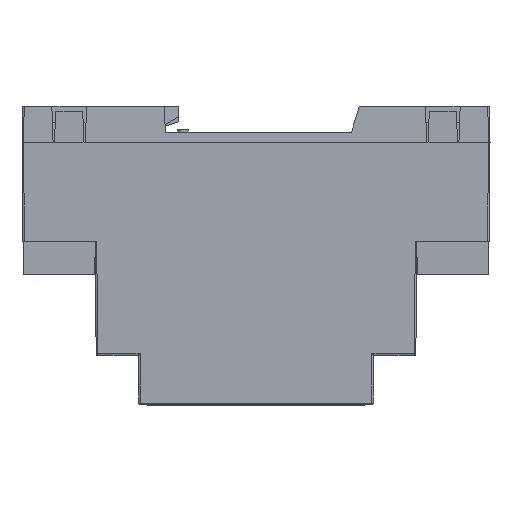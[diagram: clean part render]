
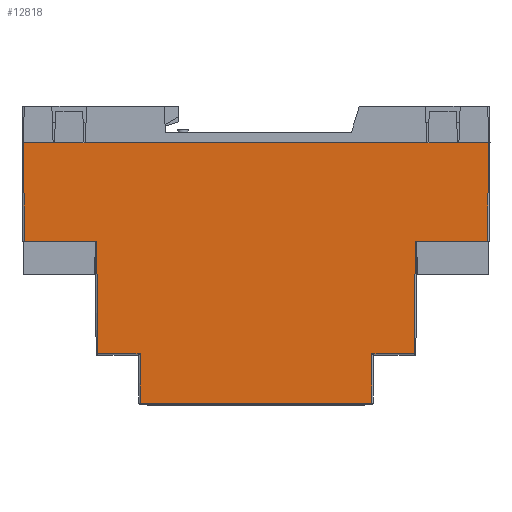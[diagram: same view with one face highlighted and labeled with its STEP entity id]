
A CAD part, front view. The second image highlights one B-rep face of the part: STEP entity #12818.
In plain terms, the highlighted planar face has unit normal (0, -1, -0.009).
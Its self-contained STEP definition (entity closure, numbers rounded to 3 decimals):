
#161 = EDGE_CURVE ( 'NONE', #6396, #3671, #38524, .T. ) ;
#356 = VERTEX_POINT ( 'NONE', #28221 ) ;
#567 = LINE ( 'NONE', #39541, #17118 ) ;
#712 = VECTOR ( 'NONE', #34713, 1000. ) ;
#841 = DIRECTION ( 'NONE',  ( -1., 0., 0. ) ) ;
#916 = EDGE_CURVE ( 'NONE', #3671, #26505, #26779, .T. ) ;
#1241 = CARTESIAN_POINT ( 'NONE',  ( 37315.143, -40467.918, 112.032 ) ) ;
#1246 = LINE ( 'NONE', #30851, #33391 ) ;
#1296 = CARTESIAN_POINT ( 'NONE',  ( 37281.993, -40467.918, 112.032 ) ) ;
#1521 = LINE ( 'NONE', #36238, #16144 ) ;
#1842 = VERTEX_POINT ( 'NONE', #31375 ) ;
#2645 = DIRECTION ( 'NONE',  ( -0.009, -0.009, 1. ) ) ;
#2945 = ORIENTED_EDGE ( 'NONE', *, *, #29264, .F. ) ;
#3671 = VERTEX_POINT ( 'NONE', #19964 ) ;
#4630 = CARTESIAN_POINT ( 'NONE',  ( 37312.503, -40467.563, 71.329 ) ) ;
#5046 = VECTOR ( 'NONE', #34452, 1000. ) ;
#5096 = ORIENTED_EDGE ( 'NONE', *, *, #28774, .F. ) ;
#5107 = DIRECTION ( 'NONE',  ( 1., 0., 0. ) ) ;
#5375 = VECTOR ( 'NONE', #21033, 1000. ) ;
#5487 = LINE ( 'NONE', #19491, #22092 ) ;
#5628 = LINE ( 'NONE', #9415, #21232 ) ;
#5777 = VERTEX_POINT ( 'NONE', #10531 ) ;
#6025 = LINE ( 'NONE', #12673, #5046 ) ;
#6051 = DIRECTION ( 'NONE',  ( -1., 0., 0. ) ) ;
#6195 = CARTESIAN_POINT ( 'NONE',  ( 37281.993, -40467.563, 71.329 ) ) ;
#6396 = VERTEX_POINT ( 'NONE', #24476 ) ;
#6558 = VERTEX_POINT ( 'NONE', #34533 ) ;
#7238 = ORIENTED_EDGE ( 'NONE', *, *, #33732, .F. ) ;
#7458 = VERTEX_POINT ( 'NONE', #11863 ) ;
#9415 = CARTESIAN_POINT ( 'NONE',  ( 37281.993, -40467.48, 61.829 ) ) ;
#9432 = CARTESIAN_POINT ( 'NONE',  ( 37326.627, -40467.752, 93.032 ) ) ;
#10531 = CARTESIAN_POINT ( 'NONE',  ( 37312.693, -40467.752, 93.032 ) ) ;
#11048 = LINE ( 'NONE', #17238, #25672 ) ;
#11193 = CARTESIAN_POINT ( 'NONE',  ( 37237.358, -40467.752, 93.032 ) ) ;
#11366 = EDGE_CURVE ( 'NONE', #6558, #27032, #5628, .T. ) ;
#11659 = CARTESIAN_POINT ( 'NONE',  ( 37320.843, -40467.918, 112.032 ) ) ;
#11863 = CARTESIAN_POINT ( 'NONE',  ( 37237.193, -40467.918, 112.032 ) ) ;
#12580 = DIRECTION ( 'NONE',  ( -1., 0., 0. ) ) ;
#12673 = CARTESIAN_POINT ( 'NONE',  ( 37326.793, -40467.918, 112.032 ) ) ;
#12818 = ADVANCED_FACE ( 'NONE', ( #23126 ), #36287, .F. ) ;
#13023 = ORIENTED_EDGE ( 'NONE', *, *, #916, .F. ) ;
#13035 = CARTESIAN_POINT ( 'NONE',  ( 37251.482, -40467.563, 71.329 ) ) ;
#13695 = LINE ( 'NONE', #17930, #5375 ) ;
#13724 = VECTOR ( 'NONE', #17206, 1000. ) ;
#13842 = VERTEX_POINT ( 'NONE', #11659 ) ;
#14027 = VERTEX_POINT ( 'NONE', #9432 ) ;
#14248 = DIRECTION ( 'NONE',  ( 1., 0., 0. ) ) ;
#14815 = EDGE_CURVE ( 'NONE', #26505, #13842, #567, .T. ) ;
#14884 = EDGE_CURVE ( 'NONE', #33687, #7458, #39990, .T. ) ;
#15442 = ORIENTED_EDGE ( 'NONE', *, *, #14815, .F. ) ;
#16063 = CARTESIAN_POINT ( 'NONE',  ( 37259.723, -40467.48, 61.829 ) ) ;
#16144 = VECTOR ( 'NONE', #20703, 1000. ) ;
#16321 = CARTESIAN_POINT ( 'NONE',  ( 37304.345, -40467.563, 71.329 ) ) ;
#17118 = VECTOR ( 'NONE', #33299, 1000. ) ;
#17206 = DIRECTION ( 'NONE',  ( -0.009, -0.009, 1. ) ) ;
#17238 = CARTESIAN_POINT ( 'NONE',  ( 37281.993, -40467.752, 93.032 ) ) ;
#17267 = LINE ( 'NONE', #16063, #712 ) ;
#17636 = VERTEX_POINT ( 'NONE', #4630 ) ;
#17646 = DIRECTION ( 'NONE',  ( 0., 1., 0.009 ) ) ;
#17755 = ORIENTED_EDGE ( 'NONE', *, *, #14884, .F. ) ;
#17930 = CARTESIAN_POINT ( 'NONE',  ( 37281.993, -40467.563, 71.329 ) ) ;
#18370 = EDGE_LOOP ( 'NONE', ( #7238, #28164, #24413, #40049, #21406, #2945, #15442, #13023, #34007, #5096, #17755, #27360, #23958, #37948, #34960, #19496 ) ) ;
#18635 = DIRECTION ( 'NONE',  ( 1., 0., 0. ) ) ;
#19278 = EDGE_CURVE ( 'NONE', #5777, #17636, #1246, .T. ) ;
#19418 = VERTEX_POINT ( 'NONE', #13035 ) ;
#19491 = CARTESIAN_POINT ( 'NONE',  ( 37281.993, -40467.752, 93.032 ) ) ;
#19496 = ORIENTED_EDGE ( 'NONE', *, *, #11366, .F. ) ;
#19964 = CARTESIAN_POINT ( 'NONE',  ( 37248.843, -40467.918, 112.032 ) ) ;
#20585 = EDGE_CURVE ( 'NONE', #27032, #1842, #17267, .T. ) ;
#20703 = DIRECTION ( 'NONE',  ( -0.009, 0.009, -1. ) ) ;
#21033 = DIRECTION ( 'NONE',  ( -1., 0., 0. ) ) ;
#21232 = VECTOR ( 'NONE', #12580, 1000. ) ;
#21406 = ORIENTED_EDGE ( 'NONE', *, *, #28414, .F. ) ;
#21483 = VECTOR ( 'NONE', #2645, 1000. ) ;
#21556 = EDGE_CURVE ( 'NONE', #1842, #19418, #22093, .T. ) ;
#21563 = VECTOR ( 'NONE', #35726, 1000. ) ;
#21599 = DIRECTION ( 'NONE',  ( -0.009, 0.009, -1. ) ) ;
#22092 = VECTOR ( 'NONE', #841, 1000. ) ;
#22093 = LINE ( 'NONE', #6195, #29396 ) ;
#22956 = VECTOR ( 'NONE', #14248, 1000. ) ;
#23126 = FACE_OUTER_BOUND ( 'NONE', #18370, .T. ) ;
#23460 = CARTESIAN_POINT ( 'NONE',  ( 37251.482, -40467.563, 71.329 ) ) ;
#23958 = ORIENTED_EDGE ( 'NONE', *, *, #29903, .F. ) ;
#24413 = ORIENTED_EDGE ( 'NONE', *, *, #19278, .F. ) ;
#24476 = CARTESIAN_POINT ( 'NONE',  ( 37243.143, -40467.918, 112.032 ) ) ;
#24554 = VECTOR ( 'NONE', #5107, 1000. ) ;
#25672 = VECTOR ( 'NONE', #29769, 1000. ) ;
#26505 = VERTEX_POINT ( 'NONE', #1241 ) ;
#26779 = LINE ( 'NONE', #34165, #35073 ) ;
#26780 = CARTESIAN_POINT ( 'NONE',  ( 37259.723, -40467.48, 61.829 ) ) ;
#26830 = VERTEX_POINT ( 'NONE', #16321 ) ;
#26921 = CARTESIAN_POINT ( 'NONE',  ( 37281.993, -40467.918, 112.032 ) ) ;
#27032 = VERTEX_POINT ( 'NONE', #26780 ) ;
#27360 = ORIENTED_EDGE ( 'NONE', *, *, #38804, .F. ) ;
#28164 = ORIENTED_EDGE ( 'NONE', *, *, #31092, .F. ) ;
#28221 = CARTESIAN_POINT ( 'NONE',  ( 37251.293, -40467.752, 93.032 ) ) ;
#28414 = EDGE_CURVE ( 'NONE', #33548, #14027, #6025, .T. ) ;
#28774 = EDGE_CURVE ( 'NONE', #7458, #6396, #32802, .T. ) ;
#29264 = EDGE_CURVE ( 'NONE', #13842, #33548, #29849, .T. ) ;
#29396 = VECTOR ( 'NONE', #6051, 1000. ) ;
#29769 = DIRECTION ( 'NONE',  ( -1., 0., 0. ) ) ;
#29849 = LINE ( 'NONE', #1296, #21563 ) ;
#29903 = EDGE_CURVE ( 'NONE', #19418, #356, #30277, .T. ) ;
#30277 = LINE ( 'NONE', #23460, #13724 ) ;
#30851 = CARTESIAN_POINT ( 'NONE',  ( 37312.693, -40467.752, 93.032 ) ) ;
#31092 = EDGE_CURVE ( 'NONE', #17636, #26830, #13695, .T. ) ;
#31237 = AXIS2_PLACEMENT_3D ( 'NONE', #36154, #17646, #39396 ) ;
#31375 = CARTESIAN_POINT ( 'NONE',  ( 37259.64, -40467.563, 71.329 ) ) ;
#32802 = LINE ( 'NONE', #26921, #24554 ) ;
#32873 = CARTESIAN_POINT ( 'NONE',  ( 37281.993, -40467.918, 112.032 ) ) ;
#33299 = DIRECTION ( 'NONE',  ( 1., 0., 0. ) ) ;
#33391 = VECTOR ( 'NONE', #21599, 1000. ) ;
#33548 = VERTEX_POINT ( 'NONE', #38420 ) ;
#33687 = VERTEX_POINT ( 'NONE', #11193 ) ;
#33732 = EDGE_CURVE ( 'NONE', #26830, #6558, #1521, .T. ) ;
#34007 = ORIENTED_EDGE ( 'NONE', *, *, #161, .F. ) ;
#34165 = CARTESIAN_POINT ( 'NONE',  ( 37281.993, -40467.918, 112.032 ) ) ;
#34452 = DIRECTION ( 'NONE',  ( -0.009, 0.009, -1. ) ) ;
#34533 = CARTESIAN_POINT ( 'NONE',  ( 37304.262, -40467.48, 61.829 ) ) ;
#34713 = DIRECTION ( 'NONE',  ( -0.009, -0.009, 1. ) ) ;
#34960 = ORIENTED_EDGE ( 'NONE', *, *, #20585, .F. ) ;
#35073 = VECTOR ( 'NONE', #18635, 1000. ) ;
#35726 = DIRECTION ( 'NONE',  ( 1., 0., 0. ) ) ;
#36117 = EDGE_CURVE ( 'NONE', #14027, #5777, #11048, .T. ) ;
#36154 = CARTESIAN_POINT ( 'NONE',  ( 37281.993, -40467.731, 90.586 ) ) ;
#36238 = CARTESIAN_POINT ( 'NONE',  ( 37304.345, -40467.563, 71.329 ) ) ;
#36287 = PLANE ( 'NONE',  #31237 ) ;
#37948 = ORIENTED_EDGE ( 'NONE', *, *, #21556, .F. ) ;
#38420 = CARTESIAN_POINT ( 'NONE',  ( 37326.793, -40467.918, 112.032 ) ) ;
#38524 = LINE ( 'NONE', #32873, #22956 ) ;
#38804 = EDGE_CURVE ( 'NONE', #356, #33687, #5487, .T. ) ;
#39396 = DIRECTION ( 'NONE',  ( 0., -0.009, 1. ) ) ;
#39541 = CARTESIAN_POINT ( 'NONE',  ( 37281.993, -40467.918, 112.032 ) ) ;
#39944 = CARTESIAN_POINT ( 'NONE',  ( 37237.358, -40467.752, 93.032 ) ) ;
#39990 = LINE ( 'NONE', #39944, #21483 ) ;
#40049 = ORIENTED_EDGE ( 'NONE', *, *, #36117, .F. ) ;
